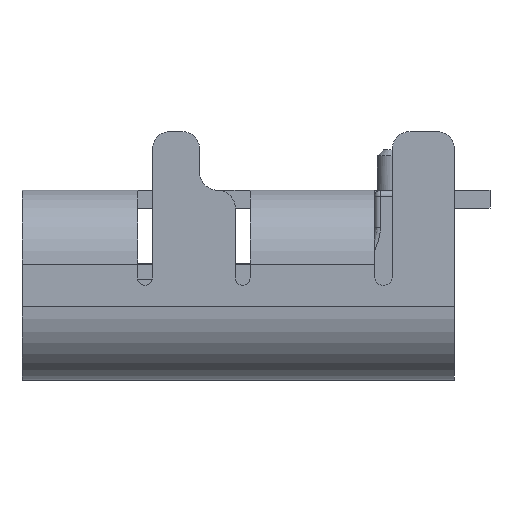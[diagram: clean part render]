
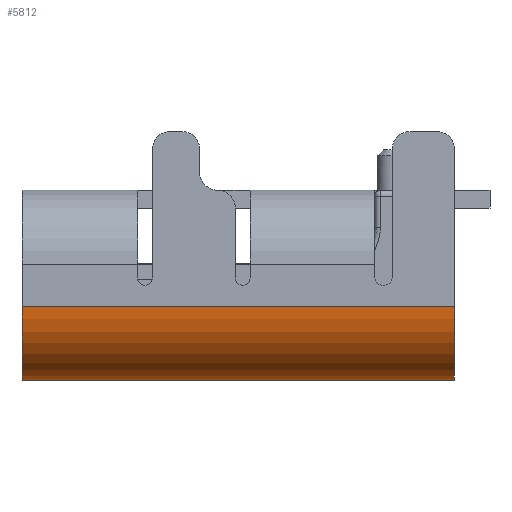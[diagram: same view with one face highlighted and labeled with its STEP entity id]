
A CAD part, left-side view. The second image highlights one B-rep face of the part: STEP entity #5812.
In plain terms, the highlighted cylindrical face has radius 1.25 mm (diameter 2.5 mm), a partial arc.
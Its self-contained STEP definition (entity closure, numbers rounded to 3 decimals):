
#228 = EDGE_CURVE ( 'NONE', #11614, #3878, #10512, .T. ) ;
#253 = CARTESIAN_POINT ( 'NONE',  ( -3.22, 7.3, -1.605 ) ) ;
#290 = CARTESIAN_POINT ( 'NONE',  ( -3.22, 0., -1.605 ) ) ;
#648 = DIRECTION ( 'NONE',  ( 0., -1., 0. ) ) ;
#738 = DIRECTION ( 'NONE',  ( 0., -1., 0. ) ) ;
#870 = AXIS2_PLACEMENT_3D ( 'NONE', #8704, #5111, #2477 ) ;
#1696 = ORIENTED_EDGE ( 'NONE', *, *, #3437, .F. ) ;
#1985 = CARTESIAN_POINT ( 'NONE',  ( -3.22, 7.3, -0.355 ) ) ;
#2100 = FACE_OUTER_BOUND ( 'NONE', #7006, .T. ) ;
#2113 = ORIENTED_EDGE ( 'NONE', *, *, #7305, .F. ) ;
#2476 = VERTEX_POINT ( 'NONE', #2581 ) ;
#2477 = DIRECTION ( 'NONE',  ( 0., 0., -1. ) ) ;
#2530 = VECTOR ( 'NONE', #7310, 1000. ) ;
#2581 = CARTESIAN_POINT ( 'NONE',  ( -3.22, 7.3, -1.605 ) ) ;
#3437 = EDGE_CURVE ( 'NONE', #4764, #2476, #8246, .T. ) ;
#3874 = ORIENTED_EDGE ( 'NONE', *, *, #228, .F. ) ;
#3878 = VERTEX_POINT ( 'NONE', #4034 ) ;
#4034 = CARTESIAN_POINT ( 'NONE',  ( -4.47, 0., -0.355 ) ) ;
#4764 = VERTEX_POINT ( 'NONE', #290 ) ;
#4839 = AXIS2_PLACEMENT_3D ( 'NONE', #1985, #9257, #10184 ) ;
#5111 = DIRECTION ( 'NONE',  ( 0., 1., 0. ) ) ;
#5380 = CARTESIAN_POINT ( 'NONE',  ( -4.47, 7.3, -0.355 ) ) ;
#5666 = CYLINDRICAL_SURFACE ( 'NONE', #4839, 1.25 ) ;
#5683 = CIRCLE ( 'NONE', #8507, 1.25 ) ;
#5812 = ADVANCED_FACE ( 'NONE', ( #2100 ), #5666, .T. ) ;
#7006 = EDGE_LOOP ( 'NONE', ( #2113, #1696, #8942, #3874 ) ) ;
#7018 = CARTESIAN_POINT ( 'NONE',  ( -3.22, 0., -0.355 ) ) ;
#7305 = EDGE_CURVE ( 'NONE', #2476, #11614, #11185, .T. ) ;
#7310 = DIRECTION ( 'NONE',  ( 0., 1., 0. ) ) ;
#7816 = CARTESIAN_POINT ( 'NONE',  ( -4.47, 7.3, -0.355 ) ) ;
#8246 = LINE ( 'NONE', #253, #2530 ) ;
#8262 = EDGE_CURVE ( 'NONE', #3878, #4764, #5683, .T. ) ;
#8507 = AXIS2_PLACEMENT_3D ( 'NONE', #7018, #738, #9653 ) ;
#8704 = CARTESIAN_POINT ( 'NONE',  ( -3.22, 7.3, -0.355 ) ) ;
#8942 = ORIENTED_EDGE ( 'NONE', *, *, #8262, .F. ) ;
#9257 = DIRECTION ( 'NONE',  ( 0., -1., 0. ) ) ;
#9653 = DIRECTION ( 'NONE',  ( 0., 0., -1. ) ) ;
#10184 = DIRECTION ( 'NONE',  ( 0., 0., -1. ) ) ;
#10512 = LINE ( 'NONE', #7816, #10976 ) ;
#10976 = VECTOR ( 'NONE', #648, 1000. ) ;
#11185 = CIRCLE ( 'NONE', #870, 1.25 ) ;
#11614 = VERTEX_POINT ( 'NONE', #5380 ) ;
